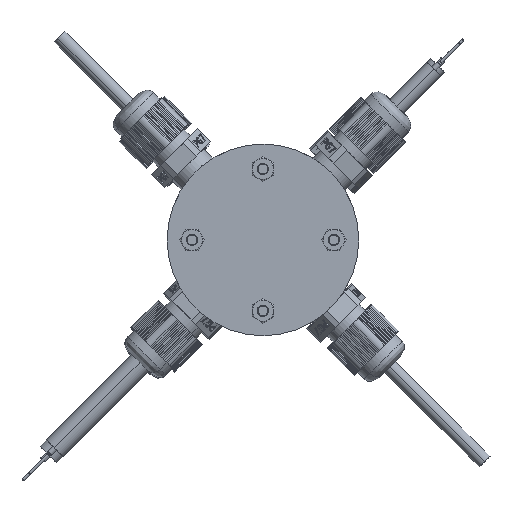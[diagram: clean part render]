
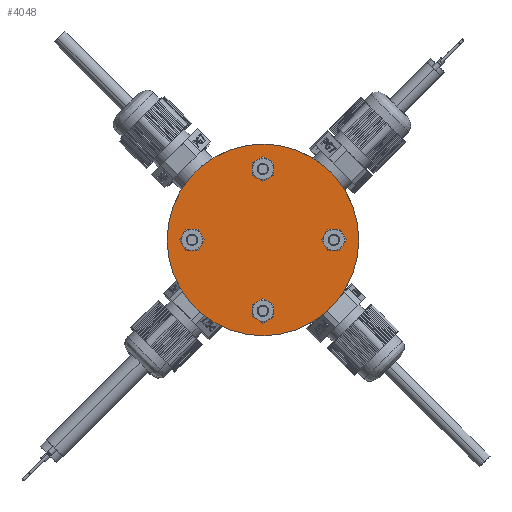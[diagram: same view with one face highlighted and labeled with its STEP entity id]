
A CAD part, front view. The second image highlights one B-rep face of the part: STEP entity #4048.
In plain terms, the highlighted planar face has unit normal (0, -1, 0).
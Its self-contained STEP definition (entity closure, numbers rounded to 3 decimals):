
#40 = CARTESIAN_POINT ( 'NONE',  ( 0., 0., 18.5 ) ) ;
#330 = ORIENTED_EDGE ( 'NONE', *, *, #9739, .T. ) ;
#384 = CIRCLE ( 'NONE', #17890, 1.75 ) ;
#456 = DIRECTION ( 'NONE',  ( 0., 0., 1. ) ) ;
#626 = EDGE_LOOP ( 'NONE', ( #14670, #8267 ) ) ;
#1088 = CARTESIAN_POINT ( 'NONE',  ( 0., 0., -16.75 ) ) ;
#1251 = CARTESIAN_POINT ( 'NONE',  ( 0., 0., 0. ) ) ;
#1396 = DIRECTION ( 'NONE',  ( 0., 0., 1. ) ) ;
#1506 = CARTESIAN_POINT ( 'NONE',  ( 0., 0., -25. ) ) ;
#1961 = CARTESIAN_POINT ( 'NONE',  ( -18.5, 0., 0. ) ) ;
#2388 = CARTESIAN_POINT ( 'NONE',  ( 0., 0., 0. ) ) ;
#2511 = DIRECTION ( 'NONE',  ( 0., 1., 0. ) ) ;
#2748 = CIRCLE ( 'NONE', #4482, 1.75 ) ;
#2776 = VERTEX_POINT ( 'NONE', #26663 ) ;
#2871 = AXIS2_PLACEMENT_3D ( 'NONE', #1251, #22094, #1396 ) ;
#2925 = FACE_BOUND ( 'NONE', #9798, .T. ) ;
#3779 = CARTESIAN_POINT ( 'NONE',  ( -18.5, 0., 0. ) ) ;
#4048 = ADVANCED_FACE ( 'NONE', ( #25937, #19090, #23486, #2925, #11271 ), #10862, .F. ) ;
#4278 = CIRCLE ( 'NONE', #24875, 25. ) ;
#4344 = VERTEX_POINT ( 'NONE', #14537 ) ;
#4482 = AXIS2_PLACEMENT_3D ( 'NONE', #16894, #6612, #6466 ) ;
#4574 = DIRECTION ( 'NONE',  ( 0., 1., 0. ) ) ;
#4650 = CARTESIAN_POINT ( 'NONE',  ( 0., 0., -18.5 ) ) ;
#4755 = DIRECTION ( 'NONE',  ( 0., 1., 0. ) ) ;
#4757 = EDGE_CURVE ( 'NONE', #4344, #10942, #18938, .T. ) ;
#4781 = DIRECTION ( 'NONE',  ( 0., 1., 0. ) ) ;
#5242 = CARTESIAN_POINT ( 'NONE',  ( 0., 0., 16.75 ) ) ;
#5543 = EDGE_LOOP ( 'NONE', ( #14963, #13755 ) ) ;
#5838 = ORIENTED_EDGE ( 'NONE', *, *, #17155, .F. ) ;
#6466 = DIRECTION ( 'NONE',  ( 0., 0., 1. ) ) ;
#6612 = DIRECTION ( 'NONE',  ( 0., 1., 0. ) ) ;
#6794 = ORIENTED_EDGE ( 'NONE', *, *, #14785, .F. ) ;
#6806 = CARTESIAN_POINT ( 'NONE',  ( 18.5, 0., 0. ) ) ;
#7128 = ORIENTED_EDGE ( 'NONE', *, *, #8333, .T. ) ;
#7858 = DIRECTION ( 'NONE',  ( 0., 0., 1. ) ) ;
#8065 = EDGE_CURVE ( 'NONE', #2776, #18128, #8418, .T. ) ;
#8267 = ORIENTED_EDGE ( 'NONE', *, *, #14554, .T. ) ;
#8333 = EDGE_CURVE ( 'NONE', #21529, #20995, #10625, .T. ) ;
#8388 = DIRECTION ( 'NONE',  ( 0., 0., 1. ) ) ;
#8418 = CIRCLE ( 'NONE', #8889, 1.75 ) ;
#8495 = CARTESIAN_POINT ( 'NONE',  ( 18.5, 0., 1.75 ) ) ;
#8889 = AXIS2_PLACEMENT_3D ( 'NONE', #4650, #13398, #17527 ) ;
#9047 = CARTESIAN_POINT ( 'NONE',  ( 0., 0., 25. ) ) ;
#9569 = AXIS2_PLACEMENT_3D ( 'NONE', #1961, #4781, #20607 ) ;
#9739 = EDGE_CURVE ( 'NONE', #10942, #4344, #2748, .T. ) ;
#9798 = EDGE_LOOP ( 'NONE', ( #7128, #15593 ) ) ;
#9860 = EDGE_LOOP ( 'NONE', ( #26917, #330 ) ) ;
#9972 = CARTESIAN_POINT ( 'NONE',  ( 0., 0., 20.25 ) ) ;
#10142 = EDGE_LOOP ( 'NONE', ( #6794, #5838 ) ) ;
#10332 = VERTEX_POINT ( 'NONE', #25598 ) ;
#10592 = DIRECTION ( 'NONE',  ( 0., 1., 0. ) ) ;
#10625 = CIRCLE ( 'NONE', #25946, 1.75 ) ;
#10735 = DIRECTION ( 'NONE',  ( 0., 0., 1. ) ) ;
#10862 = PLANE ( 'NONE',  #18545 ) ;
#10942 = VERTEX_POINT ( 'NONE', #8495 ) ;
#11163 = CIRCLE ( 'NONE', #2871, 25. ) ;
#11271 = FACE_BOUND ( 'NONE', #626, .T. ) ;
#12530 = DIRECTION ( 'NONE',  ( 0., 1., 0. ) ) ;
#13398 = DIRECTION ( 'NONE',  ( 0., 1., 0. ) ) ;
#13755 = ORIENTED_EDGE ( 'NONE', *, *, #21486, .T. ) ;
#14418 = CIRCLE ( 'NONE', #23615, 1.75 ) ;
#14537 = CARTESIAN_POINT ( 'NONE',  ( 18.5, 0., -1.75 ) ) ;
#14554 = EDGE_CURVE ( 'NONE', #10332, #24453, #23434, .T. ) ;
#14670 = ORIENTED_EDGE ( 'NONE', *, *, #20796, .T. ) ;
#14785 = EDGE_CURVE ( 'NONE', #18282, #18868, #11163, .T. ) ;
#14963 = ORIENTED_EDGE ( 'NONE', *, *, #8065, .T. ) ;
#15593 = ORIENTED_EDGE ( 'NONE', *, *, #17728, .T. ) ;
#15599 = DIRECTION ( 'NONE',  ( 0., 1., 0. ) ) ;
#16894 = CARTESIAN_POINT ( 'NONE',  ( 18.5, 0., 0. ) ) ;
#17155 = EDGE_CURVE ( 'NONE', #18868, #18282, #4278, .T. ) ;
#17192 = DIRECTION ( 'NONE',  ( 0., 0., 1. ) ) ;
#17357 = DIRECTION ( 'NONE',  ( 0., 1., 0. ) ) ;
#17492 = DIRECTION ( 'NONE',  ( 0., 0., 1. ) ) ;
#17527 = DIRECTION ( 'NONE',  ( 0., 0., 1. ) ) ;
#17728 = EDGE_CURVE ( 'NONE', #20995, #21529, #384, .T. ) ;
#17890 = AXIS2_PLACEMENT_3D ( 'NONE', #40, #10592, #8388 ) ;
#18128 = VERTEX_POINT ( 'NONE', #1088 ) ;
#18225 = CARTESIAN_POINT ( 'NONE',  ( -18.5, 0., -1.75 ) ) ;
#18282 = VERTEX_POINT ( 'NONE', #1506 ) ;
#18545 = AXIS2_PLACEMENT_3D ( 'NONE', #21290, #2511, #456 ) ;
#18868 = VERTEX_POINT ( 'NONE', #9047 ) ;
#18938 = CIRCLE ( 'NONE', #22006, 1.75 ) ;
#19090 = FACE_BOUND ( 'NONE', #5543, .T. ) ;
#19145 = DIRECTION ( 'NONE',  ( 0., 0., 1. ) ) ;
#19251 = CARTESIAN_POINT ( 'NONE',  ( 0., 0., -18.5 ) ) ;
#19947 = AXIS2_PLACEMENT_3D ( 'NONE', #3779, #15599, #7858 ) ;
#20607 = DIRECTION ( 'NONE',  ( 0., 0., 1. ) ) ;
#20796 = EDGE_CURVE ( 'NONE', #24453, #10332, #25351, .T. ) ;
#20995 = VERTEX_POINT ( 'NONE', #9972 ) ;
#21290 = CARTESIAN_POINT ( 'NONE',  ( 0., 0., 0. ) ) ;
#21486 = EDGE_CURVE ( 'NONE', #18128, #2776, #14418, .T. ) ;
#21529 = VERTEX_POINT ( 'NONE', #5242 ) ;
#22006 = AXIS2_PLACEMENT_3D ( 'NONE', #6806, #4755, #17492 ) ;
#22094 = DIRECTION ( 'NONE',  ( 0., 1., 0. ) ) ;
#23434 = CIRCLE ( 'NONE', #19947, 1.75 ) ;
#23486 = FACE_BOUND ( 'NONE', #9860, .T. ) ;
#23615 = AXIS2_PLACEMENT_3D ( 'NONE', #19251, #12530, #17192 ) ;
#24453 = VERTEX_POINT ( 'NONE', #18225 ) ;
#24875 = AXIS2_PLACEMENT_3D ( 'NONE', #2388, #4574, #10735 ) ;
#25351 = CIRCLE ( 'NONE', #9569, 1.75 ) ;
#25598 = CARTESIAN_POINT ( 'NONE',  ( -18.5, 0., 1.75 ) ) ;
#25712 = CARTESIAN_POINT ( 'NONE',  ( 0., 0., 18.5 ) ) ;
#25937 = FACE_OUTER_BOUND ( 'NONE', #10142, .T. ) ;
#25946 = AXIS2_PLACEMENT_3D ( 'NONE', #25712, #17357, #19145 ) ;
#26663 = CARTESIAN_POINT ( 'NONE',  ( 0., 0., -20.25 ) ) ;
#26917 = ORIENTED_EDGE ( 'NONE', *, *, #4757, .T. ) ;
